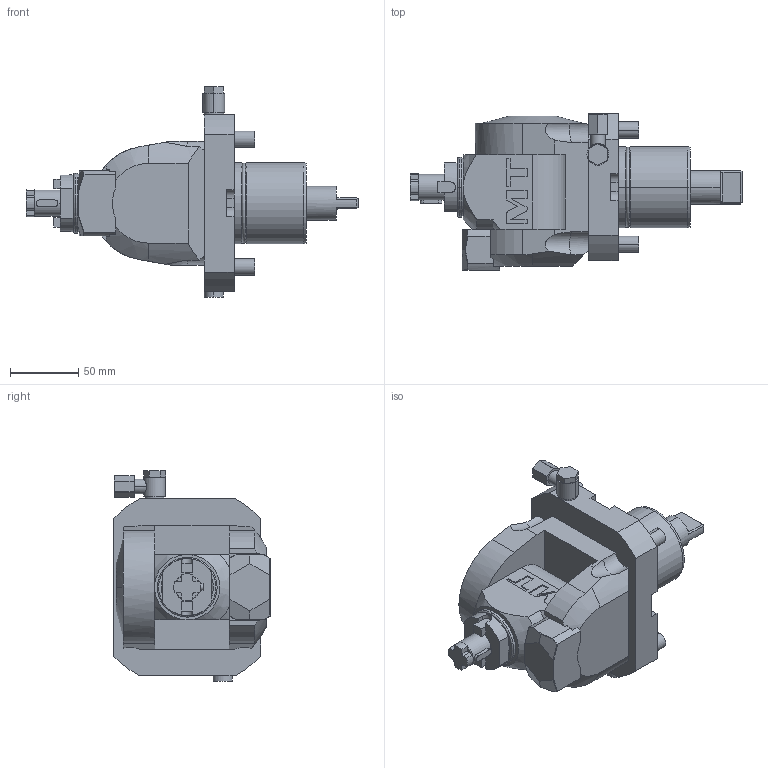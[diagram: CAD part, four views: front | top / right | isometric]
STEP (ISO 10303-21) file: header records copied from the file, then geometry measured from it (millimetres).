
FILE_DESCRIPTION((''),'2;1');
FILE_NAME('MNL0890519_CONF','2024-12-12T11:24:35',('smalpassi'),('M.T. srl'),'CREO PARAMETRIC BY PTC INC, 2023352','CREO PARAMETRIC BY PTC INC, 2023352','');
FILE_SCHEMA(('CONFIG_CONTROL_DESIGN'));
Length unit declared in the file: millimetre
Products named in the file (1): MNL0890519_CONF
Bounding box: 244.05 x 115 x 154.5 mm (x, y, z)
Volume: 1079694.8 mm3; surface area: 104829.6 mm2
Topology: 1 solids, 1 shells, 368 faces, 952 edges, 613 vertices
Faces by surface type: plane 224, cylinder 104, cone 20, torus 10, bspline 4, extrusion 4, sphere 2
Entity records: 12273 total; most frequent: CARTESIAN_POINT 3199, ORIENTED_EDGE 1904, DIRECTION 1850, EDGE_CURVE 952, AXIS2_PLACEMENT_3D 627, VERTEX_POINT 613, VECTOR 596, LINE 592
